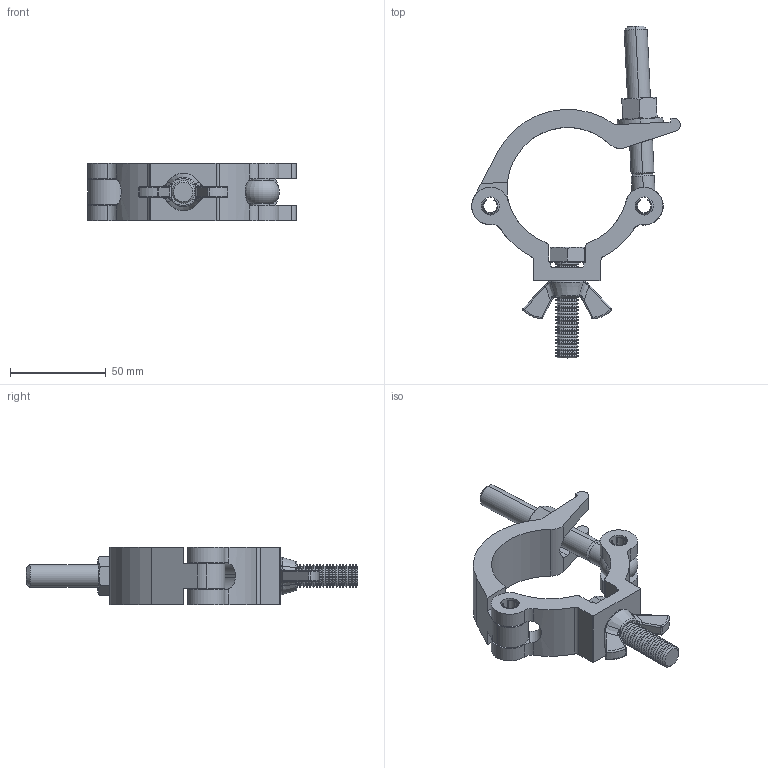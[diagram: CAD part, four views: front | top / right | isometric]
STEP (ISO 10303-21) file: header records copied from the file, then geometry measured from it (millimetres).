
FILE_DESCRIPTION (( 'STEP AP203' ), '1' );
FILE_NAME ('T57415 & T57416.STEP', '2018-08-07T16:06:21', ( '' ), ( '' ), 'SwSTEP 2.0', 'SolidWorks 2016', '' );
FILE_SCHEMA (( 'CONFIG_CONTROL_DESIGN' ));
Length unit declared in the file: millimetre
Products named in the file (12): TH2018_TH2018 - 30MM WIDE; TH2017_TH2017 - 30MM WIDE; F883_DIN 315-M12-GT-C-N; T57415 & T57416; T78055; Hex Bolt_ISO 4016 - M12 x 50 x 50-WS; TH733; F791; A Washer_Bright washer BS 4320 - M12 (Form A); Hex Nut Style 1 GradeAB_Doughty Fastners_Hexagon Nut ISO - 4032 - M12 - D - S; TH647_TH648; TH460_TH649
Assembly tree (12 placements, depth 3):
  T57415 & T57416
    TH460_TH649
      TH2017_TH2017 - 30MM WIDE
    TH647_TH648
      TH2018_TH2018 - 30MM WIDE
    T78055
      TH733
      A Washer_Bright washer BS 4320 - M12 (Form A)
      Hex Nut Style 1 GradeAB_Doughty Fastners_Hexagon Nut ISO - 4032 - M12 - D - S
    F791  x2
    Hex Bolt_ISO 4016 - M12 x 50 x 50-WS
    F883_DIN 315-M12-GT-C-N
Bounding box: 109.04 x 173.5 x 29.9 mm (x, y, z)
Volume: 90616 mm3; surface area: 39023.2 mm2
Topology: 9 solids, 9 shells, 488 faces, 1206 edges, 730 vertices
Faces by surface type: cone 188, cylinder 174, plane 80, bspline 28, torus 10, sphere 8
Entity records: 16204 total; most frequent: CARTESIAN_POINT 3580, DIRECTION 2572, ORIENTED_EDGE 2320, EDGE_CURVE 1160, AXIS2_PLACEMENT_3D 1062, VERTEX_POINT 706, CIRCLE 600, EDGE_LOOP 494
